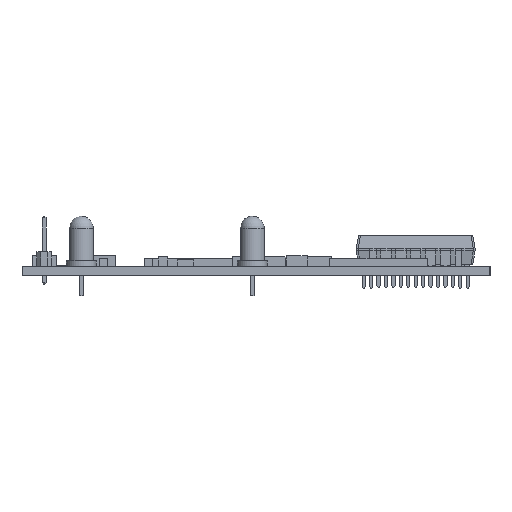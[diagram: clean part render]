
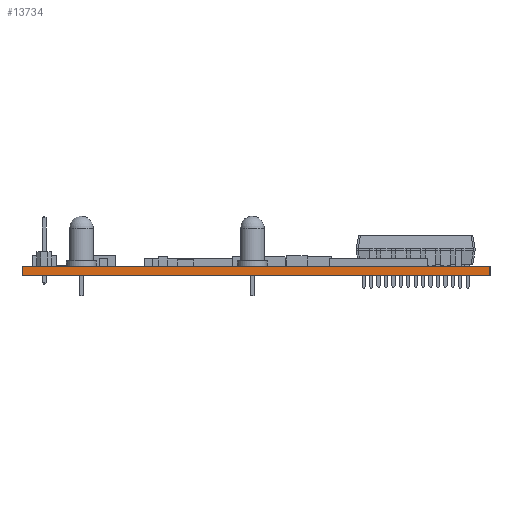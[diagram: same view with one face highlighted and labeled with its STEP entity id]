
A CAD part, left-side view. The second image highlights one B-rep face of the part: STEP entity #13734.
In plain terms, the highlighted planar face has unit normal (-1, 0, 0).
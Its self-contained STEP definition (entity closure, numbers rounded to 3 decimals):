
#514=PLANE('',#14932);
#1211=FACE_OUTER_BOUND('',#1915,.T.);
#1915=EDGE_LOOP('',(#9896,#9897,#9898,#9899));
#2946=LINE('',#20224,#4471);
#2954=LINE('',#20239,#4479);
#2955=LINE('',#20241,#4480);
#2956=LINE('',#20242,#4481);
#4471=VECTOR('',#16673,10.);
#4479=VECTOR('',#16685,10.);
#4480=VECTOR('',#16688,10.);
#4481=VECTOR('',#16689,10.);
#6496=VERTEX_POINT('',#20221);
#6497=VERTEX_POINT('',#20223);
#6501=VERTEX_POINT('',#20235);
#6502=VERTEX_POINT('',#20237);
#7856=EDGE_CURVE('',#6496,#6497,#2946,.T.);
#7864=EDGE_CURVE('',#6501,#6502,#2954,.T.);
#7865=EDGE_CURVE('',#6496,#6501,#2955,.T.);
#7866=EDGE_CURVE('',#6497,#6502,#2956,.T.);
#9896=ORIENTED_EDGE('',*,*,#7865,.T.);
#9897=ORIENTED_EDGE('',*,*,#7864,.T.);
#9898=ORIENTED_EDGE('',*,*,#7866,.F.);
#9899=ORIENTED_EDGE('',*,*,#7856,.F.);
#13734=ADVANCED_FACE('',(#1211),#514,.T.);
#14932=AXIS2_PLACEMENT_3D('',#20240,#16686,#16687);
#16673=DIRECTION('',(0.,0.,1.));
#16685=DIRECTION('',(0.,0.,1.));
#16686=DIRECTION('center_axis',(-1.,0.,0.));
#16687=DIRECTION('ref_axis',(0.,-1.,0.));
#16688=DIRECTION('',(0.,-1.,0.));
#16689=DIRECTION('',(0.,-1.,0.));
#20221=CARTESIAN_POINT('',(0.,80.,0.));
#20223=CARTESIAN_POINT('',(0.,80.,1.57));
#20224=CARTESIAN_POINT('',(0.,80.,0.));
#20235=CARTESIAN_POINT('',(0.,0.,0.));
#20237=CARTESIAN_POINT('',(0.,0.,1.57));
#20239=CARTESIAN_POINT('',(0.,0.,0.));
#20240=CARTESIAN_POINT('Origin',(0.,80.,0.));
#20241=CARTESIAN_POINT('',(0.,80.,0.));
#20242=CARTESIAN_POINT('',(0.,80.,1.57));
